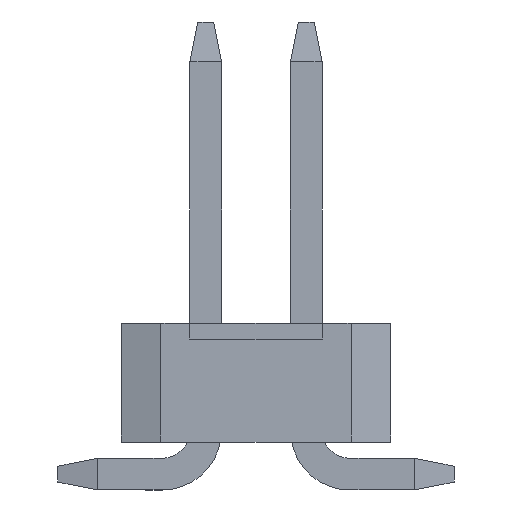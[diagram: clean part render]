
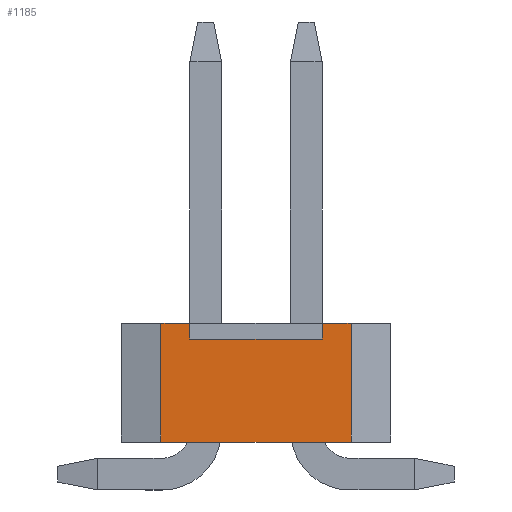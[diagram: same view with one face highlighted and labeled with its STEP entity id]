
A CAD part, left-side view. The second image highlights one B-rep face of the part: STEP entity #1185.
In plain terms, the highlighted planar face has unit normal (-1, 0, 0).
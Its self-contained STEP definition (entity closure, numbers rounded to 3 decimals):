
#98=ORIENTED_EDGE('',*,*,#428,.T.);
#99=ORIENTED_EDGE('',*,*,#429,.T.);
#100=ORIENTED_EDGE('',*,*,#409,.T.);
#101=ORIENTED_EDGE('',*,*,#430,.F.);
#102=ORIENTED_EDGE('',*,*,#431,.F.);
#103=ORIENTED_EDGE('',*,*,#432,.T.);
#104=ORIENTED_EDGE('',*,*,#413,.T.);
#105=ORIENTED_EDGE('',*,*,#433,.F.);
#409=EDGE_CURVE('',#576,#575,#683,.T.);
#413=EDGE_CURVE('',#580,#579,#687,.T.);
#428=EDGE_CURVE('',#592,#593,#702,.T.);
#429=EDGE_CURVE('',#593,#576,#703,.T.);
#430=EDGE_CURVE('',#594,#575,#704,.T.);
#431=EDGE_CURVE('',#595,#594,#705,.T.);
#432=EDGE_CURVE('',#595,#580,#706,.T.);
#433=EDGE_CURVE('',#592,#579,#707,.T.);
#575=VERTEX_POINT('',#1713);
#576=VERTEX_POINT('',#1715);
#579=VERTEX_POINT('',#1721);
#580=VERTEX_POINT('',#1723);
#592=VERTEX_POINT('',#1752);
#593=VERTEX_POINT('',#1753);
#594=VERTEX_POINT('',#1756);
#595=VERTEX_POINT('',#1758);
#683=LINE('',#1714,#845);
#687=LINE('',#1722,#849);
#702=LINE('',#1751,#864);
#703=LINE('',#1754,#865);
#704=LINE('',#1755,#866);
#705=LINE('',#1757,#867);
#706=LINE('',#1759,#868);
#707=LINE('',#1760,#869);
#845=VECTOR('',#1378,1000.);
#849=VECTOR('',#1382,1000.);
#864=VECTOR('',#1401,1000.);
#865=VECTOR('',#1402,1000.);
#866=VECTOR('',#1403,1000.);
#867=VECTOR('',#1404,1000.);
#868=VECTOR('',#1405,1000.);
#869=VECTOR('',#1406,1000.);
#985=EDGE_LOOP('',(#98,#99,#100,#101,#102,#103,#104,#105));
#1057=FACE_BOUND('',#985,.T.);
#1124=PLANE('',#1275);
#1185=ADVANCED_FACE('',(#1057),#1124,.T.);
#1275=AXIS2_PLACEMENT_3D('',#1750,#1399,#1400);
#1378=DIRECTION('',(0.,1.,0.));
#1382=DIRECTION('',(0.,1.,0.));
#1399=DIRECTION('',(-1.,0.,0.));
#1400=DIRECTION('',(0.,0.,1.));
#1401=DIRECTION('',(0.,1.,0.));
#1402=DIRECTION('',(0.,0.,1.));
#1403=DIRECTION('',(0.,0.,1.));
#1404=DIRECTION('',(0.,1.,0.));
#1405=DIRECTION('',(0.,0.,1.));
#1406=DIRECTION('',(0.,0.,1.));
#1713=CARTESIAN_POINT('',(-1.27,1.2,0.75));
#1714=CARTESIAN_POINT('',(-1.27,-1.7,0.75));
#1715=CARTESIAN_POINT('',(-1.27,0.835,0.75));
#1721=CARTESIAN_POINT('',(-1.27,-0.835,0.75));
#1722=CARTESIAN_POINT('',(-1.27,-1.7,0.75));
#1723=CARTESIAN_POINT('',(-1.27,-1.2,0.75));
#1750=CARTESIAN_POINT('',(-1.27,-1.7,-0.75));
#1751=CARTESIAN_POINT('',(-1.27,-0.835,0.55));
#1752=CARTESIAN_POINT('',(-1.27,-0.835,0.55));
#1753=CARTESIAN_POINT('',(-1.27,0.835,0.55));
#1754=CARTESIAN_POINT('',(-1.27,0.835,0.55));
#1755=CARTESIAN_POINT('',(-1.27,1.2,-3.838));
#1756=CARTESIAN_POINT('',(-1.27,1.2,-0.75));
#1757=CARTESIAN_POINT('',(-1.27,-1.7,-0.75));
#1758=CARTESIAN_POINT('',(-1.27,-1.2,-0.75));
#1759=CARTESIAN_POINT('',(-1.27,-1.2,-3.838));
#1760=CARTESIAN_POINT('',(-1.27,-0.835,0.55));
